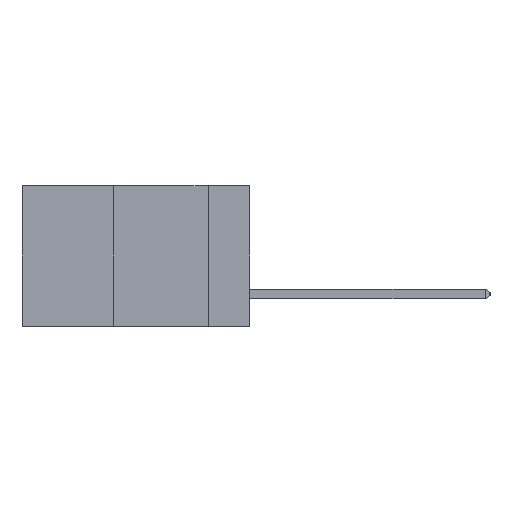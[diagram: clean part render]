
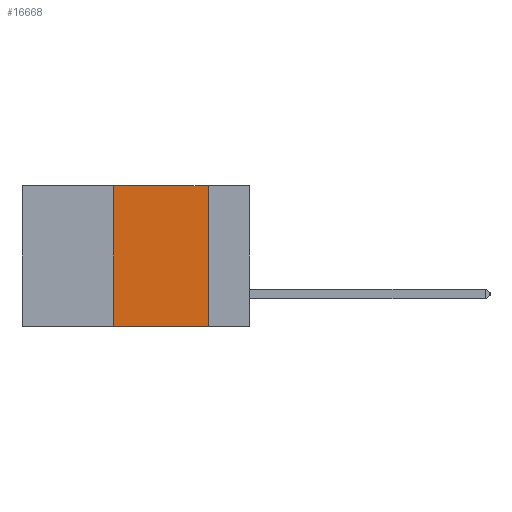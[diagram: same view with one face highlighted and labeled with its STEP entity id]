
A CAD part, left-side view. The second image highlights one B-rep face of the part: STEP entity #16668.
In plain terms, the highlighted planar face has unit normal (-1, 0, 0).
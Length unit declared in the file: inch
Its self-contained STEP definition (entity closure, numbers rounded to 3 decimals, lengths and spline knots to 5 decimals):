
#350 = EDGE_CURVE ( 'NONE', #8019, #3569, #12249, .T. ) ;
#1169 = DIRECTION ( 'NONE',  ( 1., 0., 0. ) ) ;
#1383 = AXIS2_PLACEMENT_3D ( 'NONE', #10369, #1169, #10426 ) ;
#1654 = ORIENTED_EDGE ( 'NONE', *, *, #3021, .F. ) ;
#1753 = VECTOR ( 'NONE', #1938, 39.37008 ) ;
#1773 = CARTESIAN_POINT ( 'NONE',  ( 0., 0.11, -0.37 ) ) ;
#1938 = DIRECTION ( 'NONE',  ( 0., -1., 0. ) ) ;
#2321 = CARTESIAN_POINT ( 'NONE',  ( 0., 0.36, 0. ) ) ;
#2424 = CARTESIAN_POINT ( 'NONE',  ( 0., 0.6, 0. ) ) ;
#2643 = CARTESIAN_POINT ( 'NONE',  ( 0., 0.11, 0. ) ) ;
#2647 = FACE_OUTER_BOUND ( 'NONE', #5776, .T. ) ;
#2731 = CARTESIAN_POINT ( 'NONE',  ( 0., 0.11, 0. ) ) ;
#3021 = EDGE_CURVE ( 'NONE', #8019, #7259, #6987, .T. ) ;
#3369 = EDGE_CURVE ( 'NONE', #7259, #10145, #5489, .T. ) ;
#3569 = VERTEX_POINT ( 'NONE', #1773 ) ;
#3714 = CARTESIAN_POINT ( 'NONE',  ( 0., 0.6, -0.37 ) ) ;
#5489 = LINE ( 'NONE', #2424, #11643 ) ;
#5776 = EDGE_LOOP ( 'NONE', ( #11534, #9937, #1654, #5973 ) ) ;
#5973 = ORIENTED_EDGE ( 'NONE', *, *, #350, .T. ) ;
#6987 = LINE ( 'NONE', #10324, #13066 ) ;
#7259 = VERTEX_POINT ( 'NONE', #2321 ) ;
#8019 = VERTEX_POINT ( 'NONE', #10276 ) ;
#9000 = DIRECTION ( 'NONE',  ( 0., -1., 0. ) ) ;
#9100 = PLANE ( 'NONE',  #1383 ) ;
#9937 = ORIENTED_EDGE ( 'NONE', *, *, #3369, .F. ) ;
#10145 = VERTEX_POINT ( 'NONE', #2731 ) ;
#10276 = CARTESIAN_POINT ( 'NONE',  ( 0., 0.36, -0.37 ) ) ;
#10324 = CARTESIAN_POINT ( 'NONE',  ( 0., 0.36, 0. ) ) ;
#10369 = CARTESIAN_POINT ( 'NONE',  ( 0., 0.6, 0. ) ) ;
#10426 = DIRECTION ( 'NONE',  ( 0., 0., -1. ) ) ;
#10527 = DIRECTION ( 'NONE',  ( 0., 0., -1. ) ) ;
#11534 = ORIENTED_EDGE ( 'NONE', *, *, #11865, .F. ) ;
#11643 = VECTOR ( 'NONE', #9000, 39.37008 ) ;
#11865 = EDGE_CURVE ( 'NONE', #10145, #3569, #12712, .T. ) ;
#12249 = LINE ( 'NONE', #3714, #1753 ) ;
#12321 = VECTOR ( 'NONE', #10527, 39.37008 ) ;
#12712 = LINE ( 'NONE', #2643, #12321 ) ;
#13066 = VECTOR ( 'NONE', #13831, 39.37008 ) ;
#13831 = DIRECTION ( 'NONE',  ( 0., 0., 1. ) ) ;
#16668 = ADVANCED_FACE ( 'NONE', ( #2647 ), #9100, .F. ) ;
